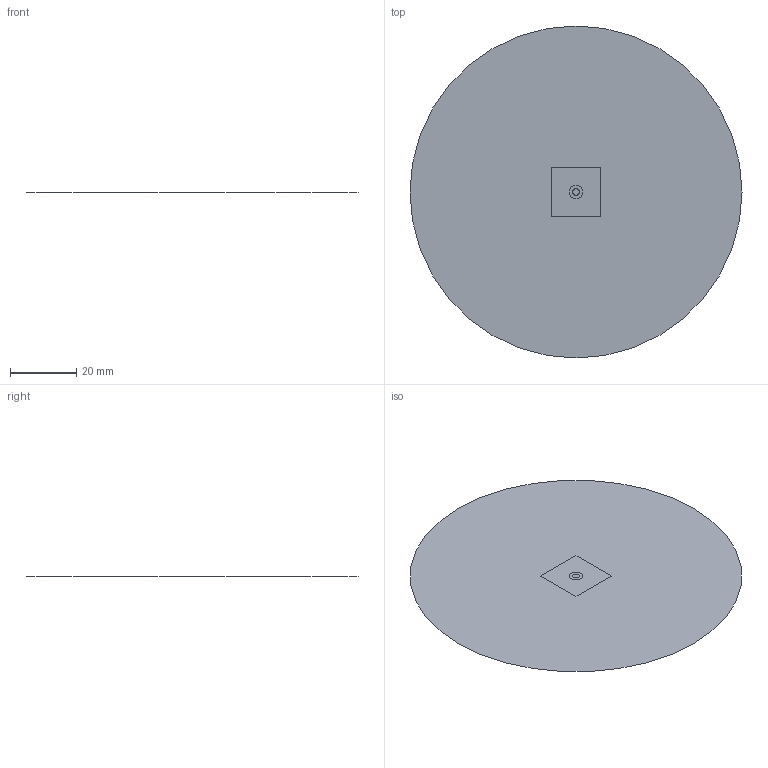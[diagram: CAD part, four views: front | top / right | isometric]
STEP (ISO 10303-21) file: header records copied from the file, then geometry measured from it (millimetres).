
FILE_DESCRIPTION(('FreeCAD Model'),'2;1');
FILE_NAME('Open CASCADE Shape Model','2025-05-24T22:16:32',(''),(''), 'Open CASCADE STEP processor 7.6','FreeCAD','Unknown');
FILE_SCHEMA(('AUTOMOTIVE_DESIGN { 1 0 10303 214 1 1 1 1 }'));
Length unit declared in the file: millimetre
Products named in the file (5): lansink2024_fdtd_cell; OpenBoundary_0; Conductor_0; Dielectric_1; Dielectric_0
Assembly tree (4 placements, depth 2):
  lansink2024_fdtd_cell
    OpenBoundary_0
    Conductor_0
    Dielectric_1
    Dielectric_0
Bounding box: 100 x 100 x 0 mm (x, y, z)
Surface area: 8094.7 mm2 (no closed solid volume)
Topology: 0 solids, 4 shells, 4 faces, 7 edges, 7 vertices
Faces by surface type: plane 4
Entity records: 283 total; most frequent: DIRECTION 35, CARTESIAN_POINT 30, AXIS2_PLACEMENT_3D 12, PRODUCT_DEFINITION_SHAPE 9, LINE 8, VECTOR 8, ORIENTED_EDGE 7, EDGE_CURVE 7
